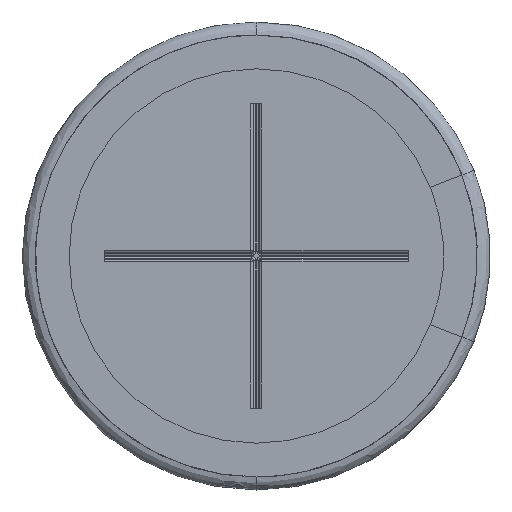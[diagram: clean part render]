
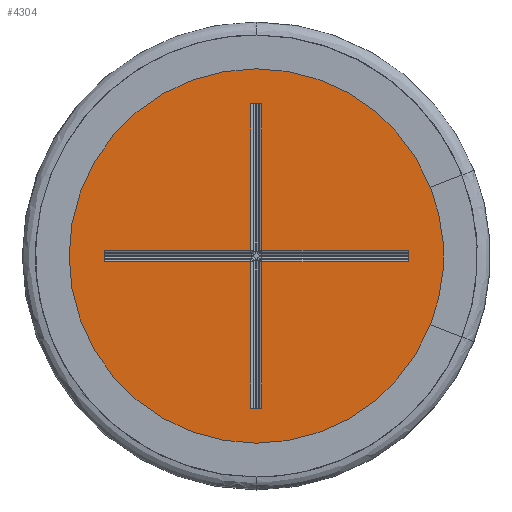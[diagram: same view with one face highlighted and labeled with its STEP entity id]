
A CAD part, front view. The second image highlights one B-rep face of the part: STEP entity #4304.
In plain terms, the highlighted planar face has unit normal (0, -1, 0).
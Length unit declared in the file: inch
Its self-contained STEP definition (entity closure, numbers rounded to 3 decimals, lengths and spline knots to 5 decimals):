
#62 = VERTEX_POINT ( 'NONE', #6383 ) ;
#151 = CARTESIAN_POINT ( 'NONE',  ( -0.00834, 0.00394, -0.23031 ) ) ;
#154 = EDGE_CURVE ( 'NONE', #772, #7097, #3487, .T. ) ;
#306 = CARTESIAN_POINT ( 'NONE',  ( 0.00834, 0.00394, 0. ) ) ;
#374 = DIRECTION ( 'NONE',  ( 1., 0., 0. ) ) ;
#387 = ORIENTED_EDGE ( 'NONE', *, *, #4156, .T. ) ;
#460 = LINE ( 'NONE', #8054, #4650 ) ;
#512 = CARTESIAN_POINT ( 'NONE',  ( 0., 0.00394, 0.23031 ) ) ;
#772 = VERTEX_POINT ( 'NONE', #6010 ) ;
#882 = FACE_OUTER_BOUND ( 'NONE', #7754, .T. ) ;
#953 = EDGE_CURVE ( 'NONE', #4000, #1034, #4897, .T. ) ;
#1034 = VERTEX_POINT ( 'NONE', #2613 ) ;
#1071 = LINE ( 'NONE', #1700, #2917 ) ;
#1366 = VECTOR ( 'NONE', #4297, 39.37008 ) ;
#1419 = CARTESIAN_POINT ( 'NONE',  ( 0., 0.00394, 0. ) ) ;
#1496 = DIRECTION ( 'NONE',  ( 0., -1., 0. ) ) ;
#1569 = DIRECTION ( 'NONE',  ( 0., 0., 1. ) ) ;
#1578 = LINE ( 'NONE', #4642, #5027 ) ;
#1649 = CARTESIAN_POINT ( 'NONE',  ( -0.23031, 0.00394, 0. ) ) ;
#1700 = CARTESIAN_POINT ( 'NONE',  ( -0.00834, 0.00394, 0. ) ) ;
#1732 = DIRECTION ( 'NONE',  ( 0., 0., 1. ) ) ;
#1789 = EDGE_CURVE ( 'NONE', #3536, #3263, #2752, .T. ) ;
#1861 = CARTESIAN_POINT ( 'NONE',  ( 0.23031, 0.00394, 0.00834 ) ) ;
#1905 = ORIENTED_EDGE ( 'NONE', *, *, #4330, .T. ) ;
#1966 =( BOUNDED_CURVE ( )  B_SPLINE_CURVE ( 3, ( #7960, #4831, #2350, #7182 ),
 .UNSPECIFIED., .F., .F. ) 
 B_SPLINE_CURVE_WITH_KNOTS ( ( 4, 4 ),
 ( 0., 0.5 ),
 .UNSPECIFIED. ) 
 CURVE ( )  GEOMETRIC_REPRESENTATION_ITEM ( )  RATIONAL_B_SPLINE_CURVE ( ( 1., 0.333, 0.333, 1. ) ) 
 REPRESENTATION_ITEM ( '' )  );
#2005 = DIRECTION ( 'NONE',  ( -1., 0., 0. ) ) ;
#2016 = ORIENTED_EDGE ( 'NONE', *, *, #6761, .T. ) ;
#2109 = DIRECTION ( 'NONE',  ( 0., 0., -1. ) ) ;
#2130 = FACE_BOUND ( 'NONE', #2971, .T. ) ;
#2137 = CARTESIAN_POINT ( 'NONE',  ( 0.66929, 0.00394, -0.33465 ) ) ;
#2177 = CARTESIAN_POINT ( 'NONE',  ( 0., 0.00394, -0.33465 ) ) ;
#2261 = CARTESIAN_POINT ( 'NONE',  ( 0.00834, 0.00394, -0.00834 ) ) ;
#2350 = CARTESIAN_POINT ( 'NONE',  ( -0.66929, 0.00394, 0.33465 ) ) ;
#2372 = ORIENTED_EDGE ( 'NONE', *, *, #154, .T. ) ;
#2412 = VERTEX_POINT ( 'NONE', #3378 ) ;
#2549 = EDGE_CURVE ( 'NONE', #4023, #772, #8002, .T. ) ;
#2613 = CARTESIAN_POINT ( 'NONE',  ( 0.00834, 0.00394, 0.23031 ) ) ;
#2617 = LINE ( 'NONE', #5104, #7548 ) ;
#2708 = CARTESIAN_POINT ( 'NONE',  ( 0.66929, 0.00394, 0.33465 ) ) ;
#2739 = PLANE ( 'NONE',  #3764 ) ;
#2752 =( BOUNDED_CURVE ( )  B_SPLINE_CURVE ( 3, ( #3964, #2708, #2137, #3361 ),
 .UNSPECIFIED., .F., .F. ) 
 B_SPLINE_CURVE_WITH_KNOTS ( ( 4, 4 ),
 ( 0.5, 1. ),
 .UNSPECIFIED. ) 
 CURVE ( )  GEOMETRIC_REPRESENTATION_ITEM ( )  RATIONAL_B_SPLINE_CURVE ( ( 1., 0.333, 0.333, 1. ) ) 
 REPRESENTATION_ITEM ( '' )  );
#2781 = VERTEX_POINT ( 'NONE', #2261 ) ;
#2917 = VECTOR ( 'NONE', #3568, 39.37008 ) ;
#2971 = EDGE_LOOP ( 'NONE', ( #4800, #3882, #5904, #4147, #3638, #387, #1905, #3605, #4177, #2016, #5426, #2372 ) ) ;
#3034 = CARTESIAN_POINT ( 'NONE',  ( 0.00834, 0.00394, 0. ) ) ;
#3076 = VECTOR ( 'NONE', #4122, 39.37008 ) ;
#3078 = DIRECTION ( 'NONE',  ( -1., 0., 0. ) ) ;
#3123 = CARTESIAN_POINT ( 'NONE',  ( -0.00834, 0.00394, -0.00834 ) ) ;
#3263 = VERTEX_POINT ( 'NONE', #2177 ) ;
#3361 = CARTESIAN_POINT ( 'NONE',  ( 0., 0.00394, -0.33465 ) ) ;
#3373 = EDGE_CURVE ( 'NONE', #2781, #5760, #5912, .T. ) ;
#3378 = CARTESIAN_POINT ( 'NONE',  ( 0.00834, 0.00394, 0.00834 ) ) ;
#3408 = LINE ( 'NONE', #7686, #6619 ) ;
#3460 = CARTESIAN_POINT ( 'NONE',  ( 0.00834, 0.00394, -0.23031 ) ) ;
#3487 = LINE ( 'NONE', #1649, #7122 ) ;
#3536 = VERTEX_POINT ( 'NONE', #7200 ) ;
#3568 = DIRECTION ( 'NONE',  ( 0., 0., 1. ) ) ;
#3605 = ORIENTED_EDGE ( 'NONE', *, *, #3373, .T. ) ;
#3638 = ORIENTED_EDGE ( 'NONE', *, *, #7984, .T. ) ;
#3764 = AXIS2_PLACEMENT_3D ( 'NONE', #1419, #1496, #5061 ) ;
#3834 = VECTOR ( 'NONE', #1732, 39.37008 ) ;
#3882 = ORIENTED_EDGE ( 'NONE', *, *, #6166, .T. ) ;
#3964 = CARTESIAN_POINT ( 'NONE',  ( 0., 0.00394, 0.33465 ) ) ;
#4000 = VERTEX_POINT ( 'NONE', #8080 ) ;
#4023 = VERTEX_POINT ( 'NONE', #3123 ) ;
#4043 = LINE ( 'NONE', #5906, #6992 ) ;
#4122 = DIRECTION ( 'NONE',  ( 1., 0., 0. ) ) ;
#4147 = ORIENTED_EDGE ( 'NONE', *, *, #7446, .T. ) ;
#4156 = EDGE_CURVE ( 'NONE', #7418, #4651, #3408, .T. ) ;
#4177 = ORIENTED_EDGE ( 'NONE', *, *, #5848, .T. ) ;
#4297 = DIRECTION ( 'NONE',  ( 0., 0., -1. ) ) ;
#4304 = ADVANCED_FACE ( 'NONE', ( #2130, #882 ), #2739, .T. ) ;
#4330 = EDGE_CURVE ( 'NONE', #4651, #2781, #2617, .T. ) ;
#4639 = ORIENTED_EDGE ( 'NONE', *, *, #1789, .F. ) ;
#4642 = CARTESIAN_POINT ( 'NONE',  ( 0., 0.00394, 0.00834 ) ) ;
#4650 = VECTOR ( 'NONE', #5529, 39.37008 ) ;
#4651 = VERTEX_POINT ( 'NONE', #7851 ) ;
#4800 = ORIENTED_EDGE ( 'NONE', *, *, #5068, .T. ) ;
#4831 = CARTESIAN_POINT ( 'NONE',  ( -0.66929, 0.00394, -0.33465 ) ) ;
#4897 = LINE ( 'NONE', #512, #3076 ) ;
#5027 = VECTOR ( 'NONE', #374, 39.37008 ) ;
#5061 = DIRECTION ( 'NONE',  ( 0., 0., -1. ) ) ;
#5068 = EDGE_CURVE ( 'NONE', #7097, #62, #1578, .T. ) ;
#5104 = CARTESIAN_POINT ( 'NONE',  ( 0., 0.00394, -0.00834 ) ) ;
#5263 = DIRECTION ( 'NONE',  ( 1., 0., 0. ) ) ;
#5272 = VECTOR ( 'NONE', #6560, 39.37008 ) ;
#5282 = EDGE_CURVE ( 'NONE', #3263, #3536, #1966, .T. ) ;
#5426 = ORIENTED_EDGE ( 'NONE', *, *, #2549, .T. ) ;
#5529 = DIRECTION ( 'NONE',  ( -1., 0., 0. ) ) ;
#5555 = CARTESIAN_POINT ( 'NONE',  ( -0.00834, 0.00394, 0. ) ) ;
#5642 = VECTOR ( 'NONE', #3078, 39.37008 ) ;
#5760 = VERTEX_POINT ( 'NONE', #3460 ) ;
#5848 = EDGE_CURVE ( 'NONE', #5760, #7288, #460, .T. ) ;
#5904 = ORIENTED_EDGE ( 'NONE', *, *, #953, .T. ) ;
#5906 = CARTESIAN_POINT ( 'NONE',  ( 0., 0.00394, 0.00834 ) ) ;
#5912 = LINE ( 'NONE', #306, #5272 ) ;
#6010 = CARTESIAN_POINT ( 'NONE',  ( -0.23031, 0.00394, -0.00834 ) ) ;
#6166 = EDGE_CURVE ( 'NONE', #62, #4000, #1071, .T. ) ;
#6315 = CARTESIAN_POINT ( 'NONE',  ( -0.23031, 0.00394, 0.00834 ) ) ;
#6383 = CARTESIAN_POINT ( 'NONE',  ( -0.00834, 0.00394, 0.00834 ) ) ;
#6560 = DIRECTION ( 'NONE',  ( 0., 0., -1. ) ) ;
#6619 = VECTOR ( 'NONE', #2109, 39.37008 ) ;
#6659 = LINE ( 'NONE', #5555, #3834 ) ;
#6703 = LINE ( 'NONE', #3034, #1366 ) ;
#6761 = EDGE_CURVE ( 'NONE', #7288, #4023, #6659, .T. ) ;
#6992 = VECTOR ( 'NONE', #5263, 39.37008 ) ;
#7089 = ORIENTED_EDGE ( 'NONE', *, *, #5282, .F. ) ;
#7097 = VERTEX_POINT ( 'NONE', #6315 ) ;
#7122 = VECTOR ( 'NONE', #1569, 39.37008 ) ;
#7182 = CARTESIAN_POINT ( 'NONE',  ( 0., 0.00394, 0.33465 ) ) ;
#7200 = CARTESIAN_POINT ( 'NONE',  ( 0., 0.00394, 0.33465 ) ) ;
#7288 = VERTEX_POINT ( 'NONE', #151 ) ;
#7418 = VERTEX_POINT ( 'NONE', #1861 ) ;
#7446 = EDGE_CURVE ( 'NONE', #1034, #2412, #6703, .T. ) ;
#7471 = CARTESIAN_POINT ( 'NONE',  ( 0., 0.00394, -0.00834 ) ) ;
#7548 = VECTOR ( 'NONE', #2005, 39.37008 ) ;
#7686 = CARTESIAN_POINT ( 'NONE',  ( 0.23031, 0.00394, 0. ) ) ;
#7754 = EDGE_LOOP ( 'NONE', ( #7089, #4639 ) ) ;
#7851 = CARTESIAN_POINT ( 'NONE',  ( 0.23031, 0.00394, -0.00834 ) ) ;
#7960 = CARTESIAN_POINT ( 'NONE',  ( 0., 0.00394, -0.33465 ) ) ;
#7984 = EDGE_CURVE ( 'NONE', #2412, #7418, #4043, .T. ) ;
#8002 = LINE ( 'NONE', #7471, #5642 ) ;
#8054 = CARTESIAN_POINT ( 'NONE',  ( 0., 0.00394, -0.23031 ) ) ;
#8080 = CARTESIAN_POINT ( 'NONE',  ( -0.00834, 0.00394, 0.23031 ) ) ;
